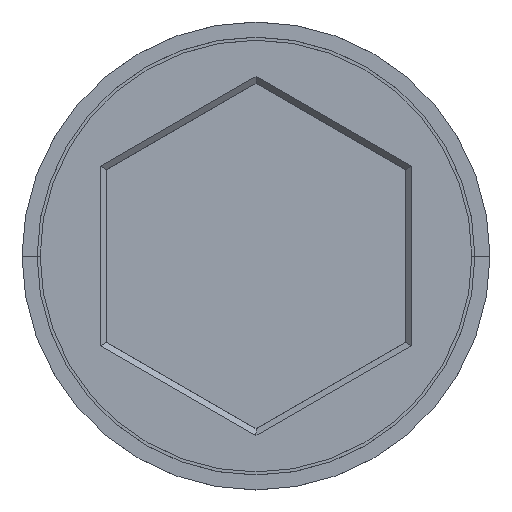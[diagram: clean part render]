
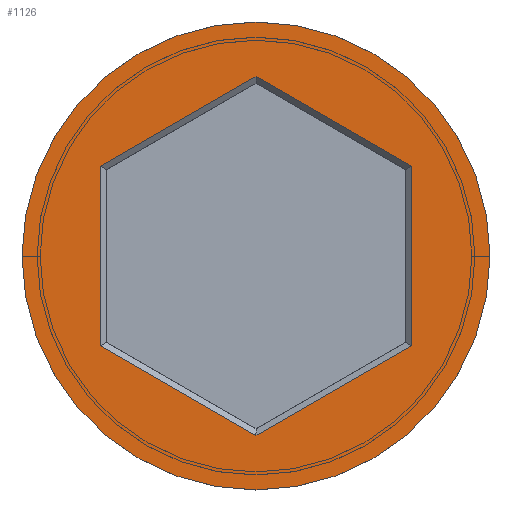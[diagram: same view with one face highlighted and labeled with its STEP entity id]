
A CAD part, top view. The second image highlights one B-rep face of the part: STEP entity #1126.
In plain terms, the highlighted planar face has unit normal (0, 0, 1).
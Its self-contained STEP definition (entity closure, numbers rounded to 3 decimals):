
#13 = LINE ( 'NONE', #1356, #1104 ) ;
#14 = EDGE_LOOP ( 'NONE', ( #778, #307 ) ) ;
#16 = VECTOR ( 'NONE', #1476, 1000. ) ;
#20 = ORIENTED_EDGE ( 'NONE', *, *, #957, .T. ) ;
#84 = EDGE_CURVE ( 'NONE', #1301, #824, #983, .T. ) ;
#88 = ORIENTED_EDGE ( 'NONE', *, *, #347, .T. ) ;
#121 = CARTESIAN_POINT ( 'NONE',  ( 5.05, 3.031, 0. ) ) ;
#130 = VECTOR ( 'NONE', #1363, 1000. ) ;
#133 = ORIENTED_EDGE ( 'NONE', *, *, #84, .T. ) ;
#192 = CARTESIAN_POINT ( 'NONE',  ( 0., -5.947, 0. ) ) ;
#218 = LINE ( 'NONE', #846, #502 ) ;
#253 = AXIS2_PLACEMENT_3D ( 'NONE', #808, #444, #546 ) ;
#257 = DIRECTION ( 'NONE',  ( 0.866, 0.5, 0. ) ) ;
#264 = DIRECTION ( 'NONE',  ( -0.866, 0.5, 0. ) ) ;
#307 = ORIENTED_EDGE ( 'NONE', *, *, #1016, .T. ) ;
#331 = CARTESIAN_POINT ( 'NONE',  ( 0., 5.947, 0. ) ) ;
#335 = AXIS2_PLACEMENT_3D ( 'NONE', #1348, #608, #1490 ) ;
#347 = EDGE_CURVE ( 'NONE', #824, #1454, #348, .T. ) ;
#348 = LINE ( 'NONE', #856, #1455 ) ;
#379 = CARTESIAN_POINT ( 'NONE',  ( -0.1, 5.889, 0. ) ) ;
#444 = DIRECTION ( 'NONE',  ( 0., 0., 1. ) ) ;
#498 = CARTESIAN_POINT ( 'NONE',  ( 0., 0., 0. ) ) ;
#502 = VECTOR ( 'NONE', #729, 1000. ) ;
#546 = DIRECTION ( 'NONE',  ( 1., 0., 0. ) ) ;
#608 = DIRECTION ( 'NONE',  ( 0., 0., 1. ) ) ;
#613 = AXIS2_PLACEMENT_3D ( 'NONE', #498, #632, #623 ) ;
#623 = DIRECTION ( 'NONE',  ( 1., 0., 0. ) ) ;
#632 = DIRECTION ( 'NONE',  ( 0., 0., 1. ) ) ;
#663 = FACE_BOUND ( 'NONE', #1198, .T. ) ;
#664 = VERTEX_POINT ( 'NONE', #885 ) ;
#703 = VERTEX_POINT ( 'NONE', #192 ) ;
#710 = CARTESIAN_POINT ( 'NONE',  ( 7.75, 0., 0. ) ) ;
#715 = ORIENTED_EDGE ( 'NONE', *, *, #964, .T. ) ;
#717 = CARTESIAN_POINT ( 'NONE',  ( 5.15, 2.973, 0. ) ) ;
#721 = CIRCLE ( 'NONE', #613, 7.75 ) ;
#729 = DIRECTION ( 'NONE',  ( -0.866, -0.5, 0. ) ) ;
#778 = ORIENTED_EDGE ( 'NONE', *, *, #985, .T. ) ;
#800 = CARTESIAN_POINT ( 'NONE',  ( -7.75, 0., 0. ) ) ;
#808 = CARTESIAN_POINT ( 'NONE',  ( 0., 0., 0. ) ) ;
#824 = VERTEX_POINT ( 'NONE', #717 ) ;
#842 = DIRECTION ( 'NONE',  ( 0., -1., 0. ) ) ;
#846 = CARTESIAN_POINT ( 'NONE',  ( 0.1, -5.889, 0. ) ) ;
#856 = CARTESIAN_POINT ( 'NONE',  ( 5.15, -2.858, 0. ) ) ;
#885 = CARTESIAN_POINT ( 'NONE',  ( -5.15, -2.973, 0. ) ) ;
#896 = VECTOR ( 'NONE', #257, 1000. ) ;
#957 = EDGE_CURVE ( 'NONE', #1454, #703, #218, .T. ) ;
#964 = EDGE_CURVE ( 'NONE', #664, #1517, #1123, .T. ) ;
#983 = LINE ( 'NONE', #121, #16 ) ;
#985 = EDGE_CURVE ( 'NONE', #1284, #1156, #1521, .T. ) ;
#989 = ORIENTED_EDGE ( 'NONE', *, *, #992, .T. ) ;
#992 = EDGE_CURVE ( 'NONE', #703, #664, #13, .T. ) ;
#1016 = EDGE_CURVE ( 'NONE', #1156, #1284, #721, .T. ) ;
#1019 = EDGE_CURVE ( 'NONE', #1517, #1301, #1236, .T. ) ;
#1104 = VECTOR ( 'NONE', #264, 1000. ) ;
#1123 = LINE ( 'NONE', #1604, #130 ) ;
#1126 = ADVANCED_FACE ( 'NONE', ( #663, #1551 ), #1157, .T. ) ;
#1156 = VERTEX_POINT ( 'NONE', #800 ) ;
#1157 = PLANE ( 'NONE',  #253 ) ;
#1162 = CARTESIAN_POINT ( 'NONE',  ( -5.15, 2.973, 0. ) ) ;
#1198 = EDGE_LOOP ( 'NONE', ( #989, #715, #1201, #133, #88, #20 ) ) ;
#1201 = ORIENTED_EDGE ( 'NONE', *, *, #1019, .T. ) ;
#1236 = LINE ( 'NONE', #379, #896 ) ;
#1284 = VERTEX_POINT ( 'NONE', #710 ) ;
#1301 = VERTEX_POINT ( 'NONE', #331 ) ;
#1347 = CARTESIAN_POINT ( 'NONE',  ( 5.15, -2.973, 0. ) ) ;
#1348 = CARTESIAN_POINT ( 'NONE',  ( 0., 0., 0. ) ) ;
#1356 = CARTESIAN_POINT ( 'NONE',  ( -5.05, -3.031, 0. ) ) ;
#1363 = DIRECTION ( 'NONE',  ( 0., 1., 0. ) ) ;
#1454 = VERTEX_POINT ( 'NONE', #1347 ) ;
#1455 = VECTOR ( 'NONE', #842, 1000. ) ;
#1476 = DIRECTION ( 'NONE',  ( 0.866, -0.5, 0. ) ) ;
#1490 = DIRECTION ( 'NONE',  ( 1., 0., 0. ) ) ;
#1517 = VERTEX_POINT ( 'NONE', #1162 ) ;
#1521 = CIRCLE ( 'NONE', #335, 7.75 ) ;
#1551 = FACE_OUTER_BOUND ( 'NONE', #14, .T. ) ;
#1604 = CARTESIAN_POINT ( 'NONE',  ( -5.15, 2.858, 0. ) ) ;
